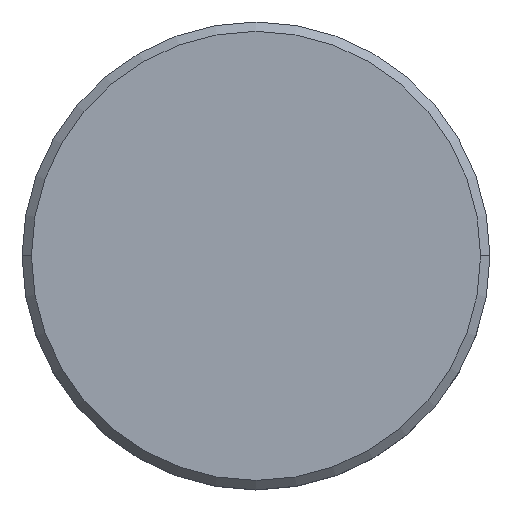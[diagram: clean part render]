
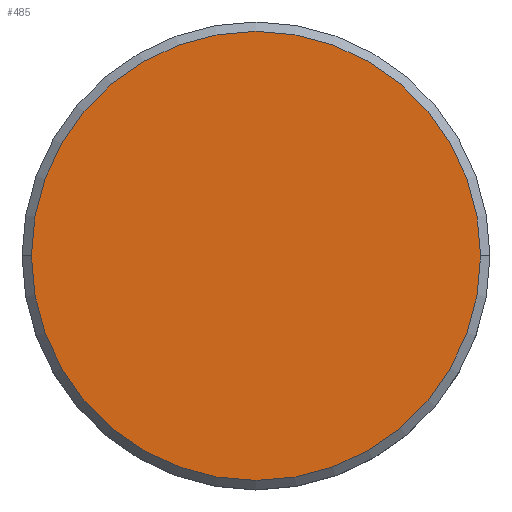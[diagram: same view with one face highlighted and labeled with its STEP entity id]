
A CAD part, top view. The second image highlights one B-rep face of the part: STEP entity #485.
In plain terms, the highlighted planar face has unit normal (0, 0, 1).
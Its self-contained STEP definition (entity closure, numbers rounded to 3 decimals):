
#97 = DIRECTION ( 'NONE',  ( 1., 0., 0. ) ) ;
#131 = EDGE_CURVE ( 'NONE', #364, #999, #798, .T. ) ;
#201 = DIRECTION ( 'NONE',  ( 0., 0., 1. ) ) ;
#248 = DIRECTION ( 'NONE',  ( 0., 0., 1. ) ) ;
#300 = DIRECTION ( 'NONE',  ( 0., 0., 1. ) ) ;
#315 = ORIENTED_EDGE ( 'NONE', *, *, #131, .T. ) ;
#363 = CARTESIAN_POINT ( 'NONE',  ( 0., 0., 0. ) ) ;
#364 = VERTEX_POINT ( 'NONE', #1141 ) ;
#438 = AXIS2_PLACEMENT_3D ( 'NONE', #984, #300, #666 ) ;
#461 = AXIS2_PLACEMENT_3D ( 'NONE', #363, #201, #97 ) ;
#477 = CIRCLE ( 'NONE', #461, 12. ) ;
#485 = ADVANCED_FACE ( 'NONE', ( #884 ), #624, .T. ) ;
#517 = DIRECTION ( 'NONE',  ( 1., 0., 0. ) ) ;
#529 = CARTESIAN_POINT ( 'NONE',  ( 0., 0., 0. ) ) ;
#613 = EDGE_CURVE ( 'NONE', #999, #364, #477, .T. ) ;
#624 = PLANE ( 'NONE',  #1090 ) ;
#626 = CARTESIAN_POINT ( 'NONE',  ( -12., 0., 0. ) ) ;
#666 = DIRECTION ( 'NONE',  ( 1., 0., 0. ) ) ;
#798 = CIRCLE ( 'NONE', #438, 12. ) ;
#884 = FACE_OUTER_BOUND ( 'NONE', #1140, .T. ) ;
#984 = CARTESIAN_POINT ( 'NONE',  ( 0., 0., 0. ) ) ;
#999 = VERTEX_POINT ( 'NONE', #626 ) ;
#1090 = AXIS2_PLACEMENT_3D ( 'NONE', #529, #248, #517 ) ;
#1140 = EDGE_LOOP ( 'NONE', ( #1164, #315 ) ) ;
#1141 = CARTESIAN_POINT ( 'NONE',  ( 12., 0., 0. ) ) ;
#1164 = ORIENTED_EDGE ( 'NONE', *, *, #613, .T. ) ;
